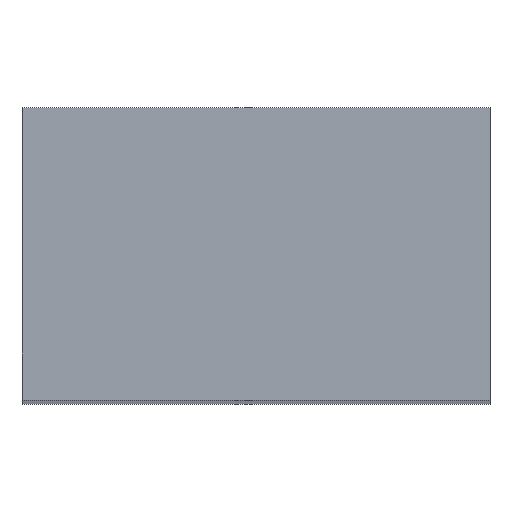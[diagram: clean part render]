
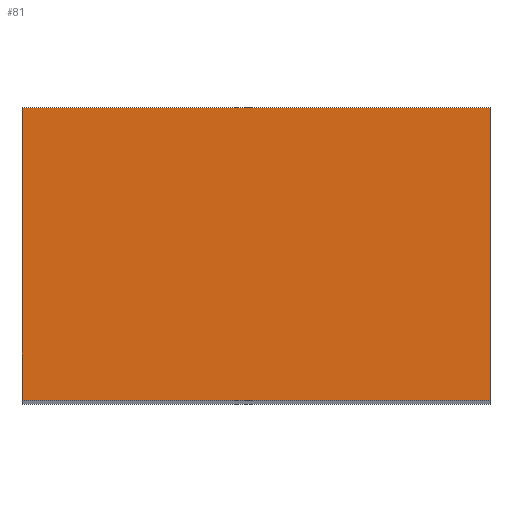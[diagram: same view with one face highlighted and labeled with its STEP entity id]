
A CAD part, top view. The second image highlights one B-rep face of the part: STEP entity #81.
In plain terms, the highlighted planar face has unit normal (0, 0, 1).
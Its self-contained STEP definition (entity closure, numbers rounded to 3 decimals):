
#22 = CARTESIAN_POINT ( 'NONE',  ( 16., 10., 42.5 ) ) ;
#23 = CARTESIAN_POINT ( 'NONE',  ( 0., 10., 42.5 ) ) ;
#24 = CARTESIAN_POINT ( 'NONE',  ( 0., 0., 42.5 ) ) ;
#25 = VERTEX_POINT ( 'NONE', #57 ) ;
#32 = DIRECTION ( 'NONE',  ( 0., 0., -1. ) ) ;
#33 = CARTESIAN_POINT ( 'NONE',  ( 16., 0., 42.5 ) ) ;
#35 = PLANE ( 'NONE',  #64 ) ;
#47 = CARTESIAN_POINT ( 'NONE',  ( 0., 0., 42.5 ) ) ;
#51 = VECTOR ( 'NONE', #185, 1000. ) ;
#52 = ORIENTED_EDGE ( 'NONE', *, *, #66, .T. ) ;
#57 = CARTESIAN_POINT ( 'NONE',  ( 0., 0., 42.5 ) ) ;
#61 = ORIENTED_EDGE ( 'NONE', *, *, #117, .T. ) ;
#64 = AXIS2_PLACEMENT_3D ( 'NONE', #47, #32, #107 ) ;
#66 = EDGE_CURVE ( 'NONE', #143, #100, #183, .T. ) ;
#80 = ORIENTED_EDGE ( 'NONE', *, *, #140, .T. ) ;
#81 = ADVANCED_FACE ( 'NONE', ( #148 ), #35, .F. ) ;
#83 = VERTEX_POINT ( 'NONE', #33 ) ;
#91 = VECTOR ( 'NONE', #149, 1000. ) ;
#96 = ORIENTED_EDGE ( 'NONE', *, *, #175, .T. ) ;
#100 = VERTEX_POINT ( 'NONE', #181 ) ;
#101 = VECTOR ( 'NONE', #134, 1000. ) ;
#103 = CARTESIAN_POINT ( 'NONE',  ( 16., 0., 42.5 ) ) ;
#107 = DIRECTION ( 'NONE',  ( -1., 0., 0. ) ) ;
#117 = EDGE_CURVE ( 'NONE', #100, #25, #152, .T. ) ;
#125 = DIRECTION ( 'NONE',  ( -1., 0., 0. ) ) ;
#134 = DIRECTION ( 'NONE',  ( 0., -1., 0. ) ) ;
#139 = LINE ( 'NONE', #103, #91 ) ;
#140 = EDGE_CURVE ( 'NONE', #83, #143, #139, .T. ) ;
#142 = VECTOR ( 'NONE', #125, 1000. ) ;
#143 = VERTEX_POINT ( 'NONE', #22 ) ;
#148 = FACE_OUTER_BOUND ( 'NONE', #176, .T. ) ;
#149 = DIRECTION ( 'NONE',  ( 0., 1., 0. ) ) ;
#152 = LINE ( 'NONE', #24, #101 ) ;
#156 = CARTESIAN_POINT ( 'NONE',  ( 0., 0., 42.5 ) ) ;
#175 = EDGE_CURVE ( 'NONE', #25, #83, #187, .T. ) ;
#176 = EDGE_LOOP ( 'NONE', ( #61, #96, #80, #52 ) ) ;
#181 = CARTESIAN_POINT ( 'NONE',  ( 0., 10., 42.5 ) ) ;
#183 = LINE ( 'NONE', #23, #142 ) ;
#185 = DIRECTION ( 'NONE',  ( 1., 0., 0. ) ) ;
#187 = LINE ( 'NONE', #156, #51 ) ;
